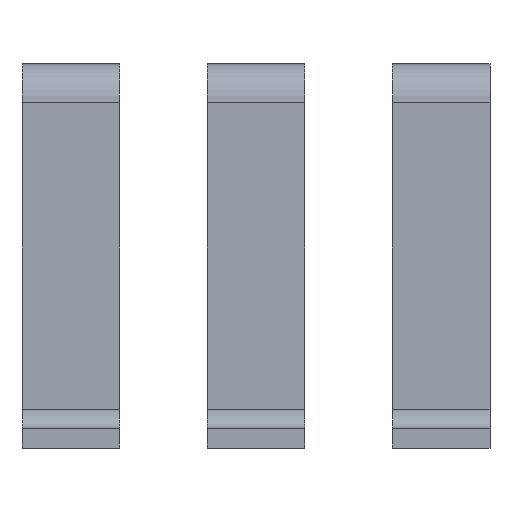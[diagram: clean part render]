
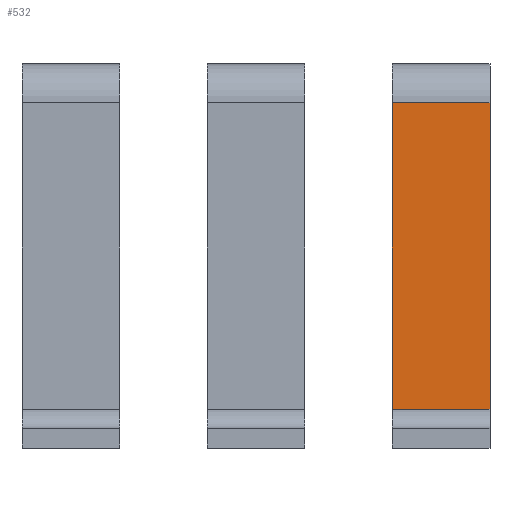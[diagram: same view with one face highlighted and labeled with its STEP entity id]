
A CAD part, front view. The second image highlights one B-rep face of the part: STEP entity #532.
In plain terms, the highlighted planar face has unit normal (0, -1, 0).
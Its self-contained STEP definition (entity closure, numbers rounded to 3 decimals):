
#474=CARTESIAN_POINT('',(82.5,14.024,88.507));
#475=VERTEX_POINT('',#474);
#483=CARTESIAN_POINT('',(107.5,14.024,88.507));
#484=VERTEX_POINT('',#483);
#485=CARTESIAN_POINT('',(107.5,14.024,88.507));
#486=DIRECTION('',(-1.0,0.0,0.0));
#487=VECTOR('',#486,25.0);
#488=LINE('',#485,#487);
#489=EDGE_CURVE('',#484,#475,#488,.T.);
#502=CARTESIAN_POINT('',(107.5,14.024,88.507));
#503=DIRECTION('',(0.0,-1.0,0.0));
#504=DIRECTION('',(1.0,0.0,0.0));
#505=AXIS2_PLACEMENT_3D('',#502,#503,#504);
#506=PLANE('',#505);
#507=CARTESIAN_POINT('',(82.5,14.024,9.997));
#508=VERTEX_POINT('',#507);
#509=CARTESIAN_POINT('',(82.5,14.024,88.507));
#510=DIRECTION('',(0.0,0.0,-1.0));
#511=VECTOR('',#510,78.51);
#512=LINE('',#509,#511);
#513=EDGE_CURVE('',#475,#508,#512,.T.);
#514=ORIENTED_EDGE('',*,*,#513,.T.);
#515=CARTESIAN_POINT('',(107.5,14.024,9.997));
#516=VERTEX_POINT('',#515);
#517=CARTESIAN_POINT('',(107.5,14.024,9.997));
#518=DIRECTION('',(-1.0,0.0,0.0));
#519=VECTOR('',#518,25.0);
#520=LINE('',#517,#519);
#521=EDGE_CURVE('',#516,#508,#520,.T.);
#522=ORIENTED_EDGE('',*,*,#521,.F.);
#523=CARTESIAN_POINT('',(107.5,14.024,9.997));
#524=DIRECTION('',(0.0,0.0,1.0));
#525=VECTOR('',#524,78.51);
#526=LINE('',#523,#525);
#527=EDGE_CURVE('',#516,#484,#526,.T.);
#528=ORIENTED_EDGE('',*,*,#527,.T.);
#529=ORIENTED_EDGE('',*,*,#489,.T.);
#530=EDGE_LOOP('',(#514,#522,#528,#529));
#531=FACE_OUTER_BOUND('',#530,.T.);
#532=ADVANCED_FACE('',(#531),#506,.T.);
